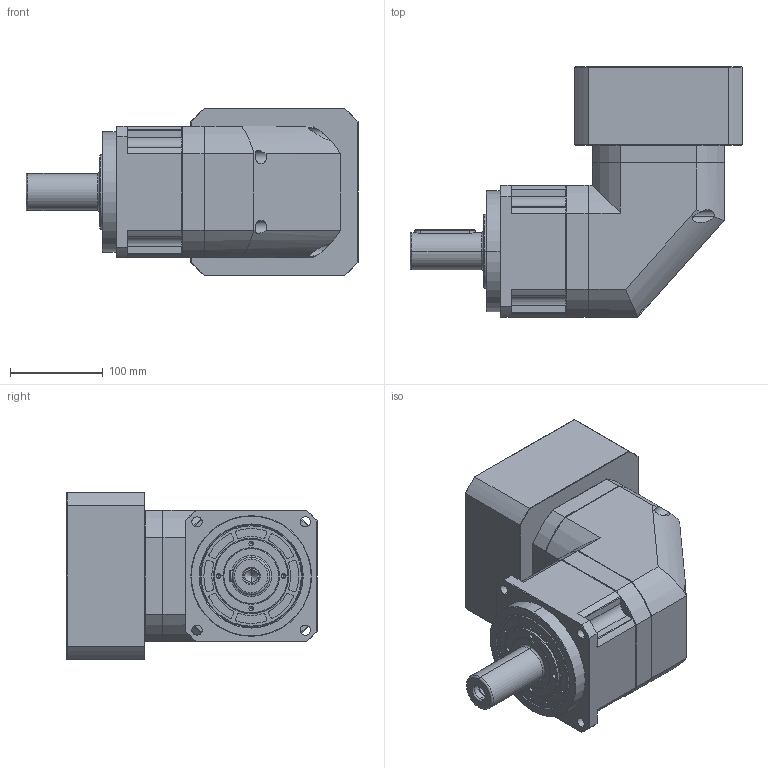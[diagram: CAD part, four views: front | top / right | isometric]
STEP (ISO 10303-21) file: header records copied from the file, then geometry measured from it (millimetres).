
FILE_DESCRIPTION((''),'2;1');
FILE_NAME('TMR142-L1-S2-P2-F-0002_ASM','2024-06-22T14:39:27',('mayn'),(''),'CREO PARAMETRIC BY PTC INC, 2020053','CREO PARAMETRIC BY PTC INC, 2020053','');
FILE_SCHEMA(('CONFIG_CONTROL_DESIGN'));
Length unit declared in the file: millimetre
Products named in the file (17): SPRING_LOCK_WASHERS--NORMAL_TYP; HEXAGON_SOCKET_HEAD_CAP_S-15493; HEXAGON_SOCKET_HEAD_CAP_S-24392; HEXAGON_SOCKET_HEAD_CAP_S-25544; HEXAGON_SOCKET_HEAD_CAP_S-25593; 60X85X800_1; TM1420001_1; TMR1420003_1; TMR1420004_1; HEX_SOCKET_SET_SCREWS_WITH_FLAT; TMR1420001_1; TMR1420002_1; TM142-114_3-M12-200002_1; TMR142-1X5-114_3-40001_ASM_1_ASM; TMR142L1-114_3-3510001_ASM_1_ASM; 35; TMR142-L1-S2-P2-F-0002_ASM
Assembly tree (44 placements, depth 4):
  TMR142-L1-S2-P2-F-0002_ASM
    TMR142L1-114_3-3510001_ASM_1_ASM
      TMR142-1X5-114_3-40001_ASM_1_ASM
        SPRING_LOCK_WASHERS--NORMAL_TYP  x16
        HEXAGON_SOCKET_HEAD_CAP_S-15493
        HEXAGON_SOCKET_HEAD_CAP_S-24392  x4
        HEXAGON_SOCKET_HEAD_CAP_S-25544  x6
        HEXAGON_SOCKET_HEAD_CAP_S-25593  x6
        60X85X800_1
        TM1420001_1
        TMR1420003_1
        TMR1420004_1
        HEX_SOCKET_SET_SCREWS_WITH_FLAT
        TMR1420001_1
        TMR1420002_1
        TM142-114_3-M12-200002_1
    35
Bounding box: 357.5 x 269.5 x 180 mm (x, y, z)
Volume: 6796165.2 mm3; surface area: 576430 mm2
Topology: 42 solids, 42 shells, 1353 faces, 3365 edges, 2108 vertices
Faces by surface type: cylinder 555, plane 533, cone 217, torus 48
Entity records: 28324 total; most frequent: CARTESIAN_POINT 5602, DIRECTION 5136, ORIENTED_EDGE 4446, EDGE_CURVE 2223, AXIS2_PLACEMENT_3D 2084, VERTEX_POINT 1439, CIRCLE 1103, EDGE_LOOP 1014
